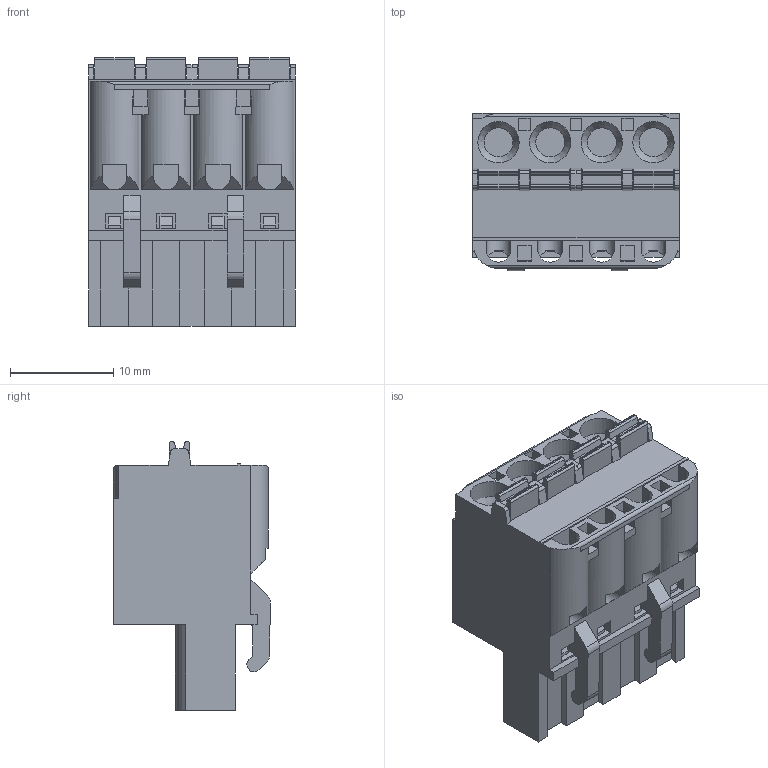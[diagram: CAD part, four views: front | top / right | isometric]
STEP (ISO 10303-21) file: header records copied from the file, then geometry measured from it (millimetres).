
FILE_DESCRIPTION(('STEP AP214'),'1');
FILE_NAME('SHM04-5.stp','2021-03-04T15:40:33',(' '),(' '),'Spatial InterOp 3D',' ',' ');
FILE_SCHEMA(('automotive_design'));
Length unit declared in the file: metre
Products named in the file (1): 1
Bounding box: 20 x 15.2 x 26 mm (x, y, z)
Volume: 4888.1 mm3; surface area: 2952.7 mm2
Topology: 1 solids, 1 shells, 376 faces, 1052 edges, 691 vertices
Faces by surface type: plane 297, cylinder 70, cone 8, extrusion 1
Full cylindrical faces by diameter (mm): 4 x4
Entity records: 14964 total; most frequent: CARTESIAN_POINT 2171, ORIENTED_EDGE 2070, DIRECTION 1953, EDGE_CURVE 1035, VECTOR 833, LINE 832, VERTEX_POINT 686, AXIS2_PLACEMENT_3D 560
